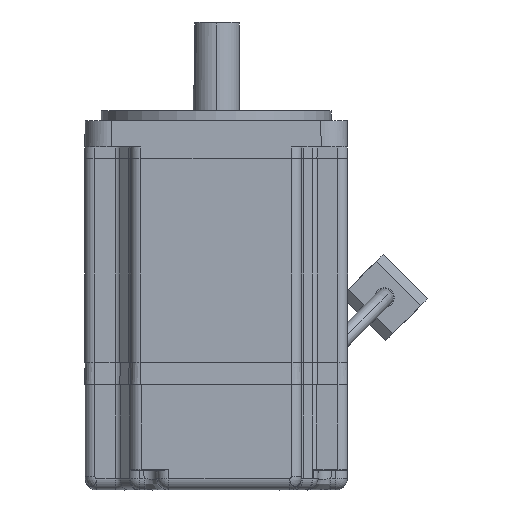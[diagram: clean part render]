
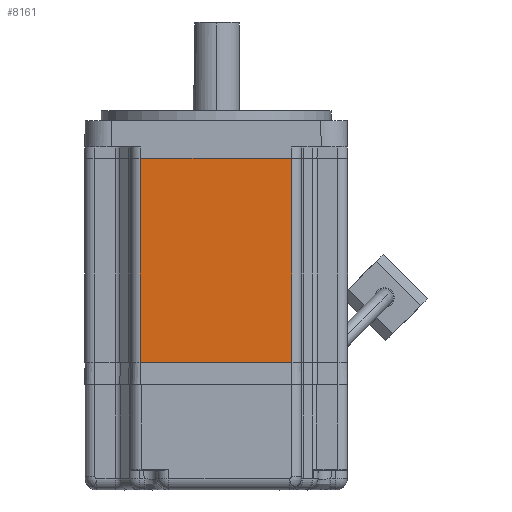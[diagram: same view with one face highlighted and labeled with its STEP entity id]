
A CAD part, left-side view. The second image highlights one B-rep face of the part: STEP entity #8161.
In plain terms, the highlighted planar face has unit normal (-1, 0, 0).
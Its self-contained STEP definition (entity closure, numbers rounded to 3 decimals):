
#429=DIRECTION('',(0.,-1.,0.));
#430=VECTOR('',#429,46.);
#431=CARTESIAN_POINT('',(-40.,23.,-76.5));
#432=LINE('',#431,#430);
#1071=CARTESIAN_POINT('',(-40.,-22.938,-14.5));
#1072=CARTESIAN_POINT('',(-40.,-22.958,-14.5));
#1073=CARTESIAN_POINT('',(-40.,-22.979,
-14.5));
#1074=CARTESIAN_POINT('',(-40.,-23.,
-14.5));
#1076=DIRECTION('',(0.,0.,1.));
#1077=VECTOR('',#1076,62.);
#1078=CARTESIAN_POINT('',(-40.,-23.,-76.5));
#1079=LINE('',#1078,#1077);
#1116=DIRECTION('',(0.,0.,-1.));
#1117=VECTOR('',#1116,62.);
#1118=CARTESIAN_POINT('',(-40.,23.,
-14.5));
#1119=LINE('',#1118,#1117);
#1152=CARTESIAN_POINT('',(-40.,22.938,-14.5));
#1153=CARTESIAN_POINT('',(-40.,22.944,-14.5));
#1154=CARTESIAN_POINT('',(-40.,22.958,
-14.5));
#1155=CARTESIAN_POINT('',(-40.,22.979,
-14.5));
#1156=CARTESIAN_POINT('',(-40.,22.993,
-14.5));
#1157=CARTESIAN_POINT('',(-40.,23.,
-14.5));
#1290=DIRECTION('',(0.,1.,0.));
#1291=VECTOR('',#1290,45.875);
#1292=CARTESIAN_POINT('',(-40.,-22.938,-14.5));
#1293=LINE('',#1292,#1291);
#5869=CARTESIAN_POINT('',(-40.,-23.,-14.5));
#5871=VERTEX_POINT('',#5869);
#5872=CARTESIAN_POINT('',(-40.,23.,-14.5));
#5874=VERTEX_POINT('',#5872);
#5922=VERTEX_POINT('',#1071);
#5924=CARTESIAN_POINT('',(-40.,23.,-76.5));
#5925=VERTEX_POINT('',#5924);
#5926=CARTESIAN_POINT('',(-40.,-23.,-76.5));
#5927=VERTEX_POINT('',#5926);
#6021=CARTESIAN_POINT('',(-40.,22.938,-14.5));
#6022=VERTEX_POINT('',#6021);
#8144=CARTESIAN_POINT('',(-40.,0.,-45.5));
#8145=DIRECTION('',(1.,0.,0.));
#8146=DIRECTION('',(0.,-1.,0.));
#8147=AXIS2_PLACEMENT_3D('',#8144,#8145,#8146);
#8148=PLANE('',#8147);
#8149=ORIENTED_EDGE('',*,*,#8133,.T.);
#8151=ORIENTED_EDGE('',*,*,#8150,.F.);
#8152=ORIENTED_EDGE('',*,*,#7423,.F.);
#8154=ORIENTED_EDGE('',*,*,#8153,.F.);
#8156=ORIENTED_EDGE('',*,*,#8155,.F.);
#8158=ORIENTED_EDGE('',*,*,#8157,.F.);
#8159=EDGE_LOOP('',(#8149,#8151,#8152,#8154,#8156,#8158));
#8160=FACE_OUTER_BOUND('',#8159,.F.);
#1075=B_SPLINE_CURVE_WITH_KNOTS('',3,(#1071,#1072,#1073,#1074),.UNSPECIFIED.,
.F.,.F.,(4,4),(0.,1.),.UNSPECIFIED.);
#1158=B_SPLINE_CURVE_WITH_KNOTS('',3,(#1152,#1153,#1154,#1155,#1156,#1157),
.UNSPECIFIED.,.F.,.F.,(4,1,1,4),(0.,0.333,0.667,1.),
.UNSPECIFIED.);
#7423=EDGE_CURVE('',#5925,#5927,#432,.T.);
#8133=EDGE_CURVE('',#5922,#5871,#1075,.T.);
#8150=EDGE_CURVE('',#5927,#5871,#1079,.T.);
#8153=EDGE_CURVE('',#5874,#5925,#1119,.T.);
#8155=EDGE_CURVE('',#6022,#5874,#1158,.T.);
#8157=EDGE_CURVE('',#5922,#6022,#1293,.T.);
#8161=ADVANCED_FACE('',(#8160),#8148,.F.);
